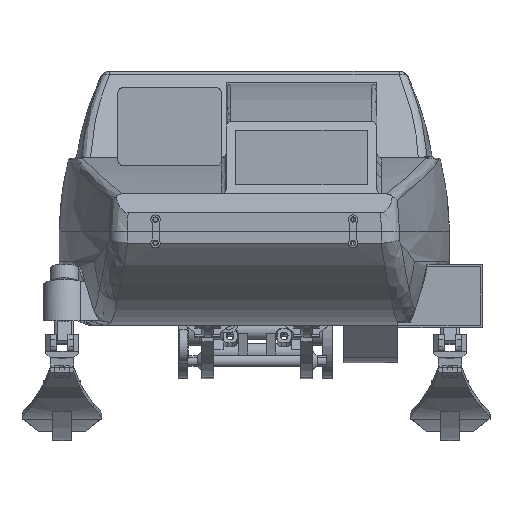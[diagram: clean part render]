
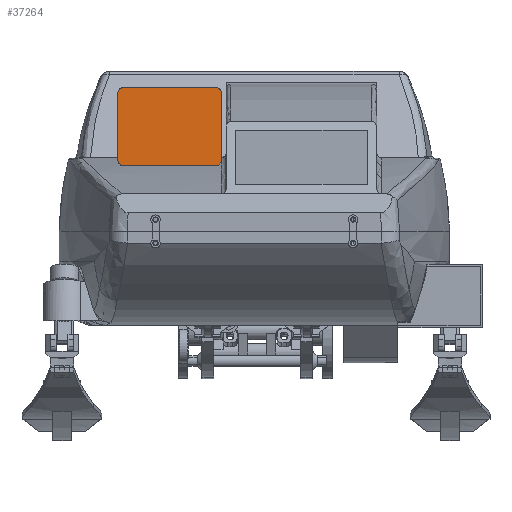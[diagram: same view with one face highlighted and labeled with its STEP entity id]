
A CAD part, left-side view. The second image highlights one B-rep face of the part: STEP entity #37264.
In plain terms, the highlighted face is planar.
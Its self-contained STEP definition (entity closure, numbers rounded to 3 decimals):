
#1798=PLANE('',#40762);
#4067=FACE_OUTER_BOUND('',#6409,.T.);
#6409=EDGE_LOOP('',(#32980,#32981,#32982,#32983,#32984,#32985,#32986,#32987));
#7987=CIRCLE('',#40751,2.);
#7988=CIRCLE('',#40754,2.);
#7990=CIRCLE('',#40758,2.);
#7991=CIRCLE('',#40761,2.);
#11000=LINE('',#66673,#14299);
#11003=LINE('',#66681,#14302);
#11006=LINE('',#66690,#14305);
#11009=LINE('',#66697,#14308);
#14299=VECTOR('',#49893,10.);
#14302=VECTOR('',#49902,10.);
#14305=VECTOR('',#49913,10.);
#14308=VECTOR('',#49922,10.);
#18155=VERTEX_POINT('',#66666);
#18156=VERTEX_POINT('',#66667);
#18157=VERTEX_POINT('',#66672);
#18158=VERTEX_POINT('',#66676);
#18159=VERTEX_POINT('',#66680);
#18160=VERTEX_POINT('',#66685);
#18161=VERTEX_POINT('',#66689);
#18162=VERTEX_POINT('',#66693);
#23205=EDGE_CURVE('',#18155,#18156,#7987,.T.);
#23208=EDGE_CURVE('',#18155,#18157,#11000,.T.);
#23210=EDGE_CURVE('',#18158,#18157,#7988,.T.);
#23212=EDGE_CURVE('',#18158,#18159,#11003,.T.);
#23215=EDGE_CURVE('',#18160,#18159,#7990,.T.);
#23217=EDGE_CURVE('',#18160,#18161,#11006,.T.);
#23219=EDGE_CURVE('',#18162,#18161,#7991,.T.);
#23221=EDGE_CURVE('',#18162,#18156,#11009,.T.);
#32980=ORIENTED_EDGE('',*,*,#23205,.T.);
#32981=ORIENTED_EDGE('',*,*,#23221,.F.);
#32982=ORIENTED_EDGE('',*,*,#23219,.T.);
#32983=ORIENTED_EDGE('',*,*,#23217,.F.);
#32984=ORIENTED_EDGE('',*,*,#23215,.T.);
#32985=ORIENTED_EDGE('',*,*,#23212,.F.);
#32986=ORIENTED_EDGE('',*,*,#23210,.T.);
#32987=ORIENTED_EDGE('',*,*,#23208,.F.);
#37264=ADVANCED_FACE('',(#4067),#1798,.F.);
#40751=AXIS2_PLACEMENT_3D('',#66668,#49887,#49888);
#40754=AXIS2_PLACEMENT_3D('',#66677,#49897,#49898);
#40758=AXIS2_PLACEMENT_3D('',#66686,#49908,#49909);
#40761=AXIS2_PLACEMENT_3D('',#66694,#49917,#49918);
#40762=AXIS2_PLACEMENT_3D('',#66696,#49920,#49921);
#49887=DIRECTION('center_axis',(0.,-1.,0.));
#49888=DIRECTION('ref_axis',(-0.707,0.,0.707));
#49893=DIRECTION('',(1.,0.,0.));
#49897=DIRECTION('center_axis',(0.,-1.,0.));
#49898=DIRECTION('ref_axis',(0.707,0.,0.707));
#49902=DIRECTION('',(0.,0.,-1.));
#49908=DIRECTION('center_axis',(0.,-1.,0.));
#49909=DIRECTION('ref_axis',(0.707,0.,-0.707));
#49913=DIRECTION('',(-1.,0.,0.));
#49917=DIRECTION('center_axis',(0.,-1.,0.));
#49918=DIRECTION('ref_axis',(-0.707,0.,-0.707));
#49920=DIRECTION('center_axis',(0.,1.,0.));
#49921=DIRECTION('ref_axis',(0.,0.,1.));
#49922=DIRECTION('',(0.,0.,1.));
#66666=CARTESIAN_POINT('',(-139.,73.,96.));
#66667=CARTESIAN_POINT('',(-141.,73.,94.));
#66668=CARTESIAN_POINT('Origin',(-139.,73.,94.));
#66672=CARTESIAN_POINT('',(-99.,73.,96.));
#66673=CARTESIAN_POINT('',(-141.,73.,96.));
#66676=CARTESIAN_POINT('',(-97.,73.,94.));
#66677=CARTESIAN_POINT('Origin',(-99.,73.,94.));
#66680=CARTESIAN_POINT('',(-97.,73.,65.));
#66681=CARTESIAN_POINT('',(-97.,73.,96.));
#66685=CARTESIAN_POINT('',(-99.,73.,63.));
#66686=CARTESIAN_POINT('Origin',(-99.,73.,65.));
#66689=CARTESIAN_POINT('',(-139.,73.,63.));
#66690=CARTESIAN_POINT('',(-97.,73.,63.));
#66693=CARTESIAN_POINT('',(-141.,73.,65.));
#66694=CARTESIAN_POINT('Origin',(-139.,73.,65.));
#66696=CARTESIAN_POINT('Origin',(-119.,73.,79.5));
#66697=CARTESIAN_POINT('',(-141.,73.,63.));
